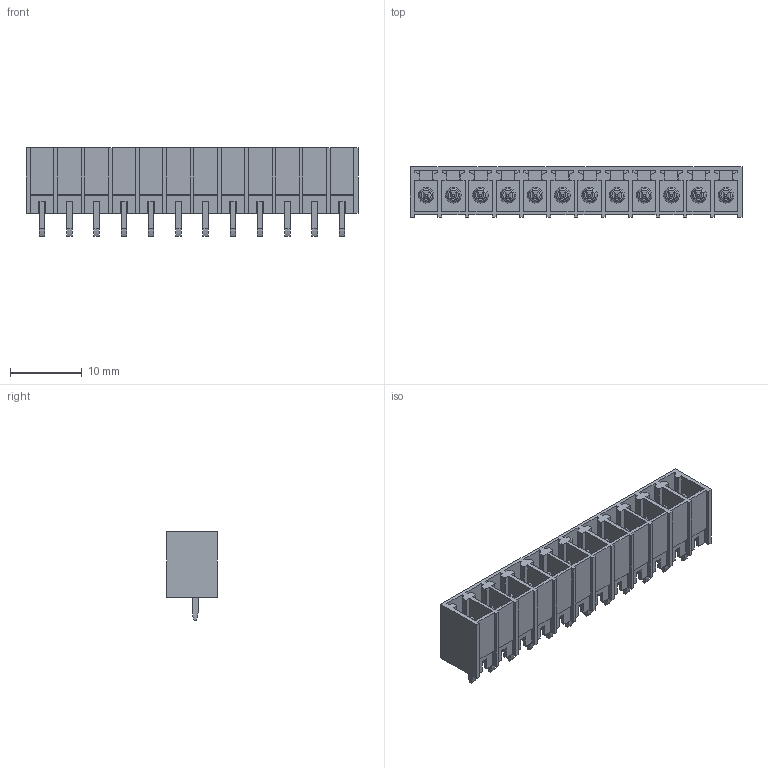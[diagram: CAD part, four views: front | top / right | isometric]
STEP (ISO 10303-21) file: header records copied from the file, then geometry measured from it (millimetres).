
FILE_DESCRIPTION(('CATIA V5 STEP Exchange','CAx-IF Rec.Pracs.--- Model Styling and Organization---1.2---2011-12-15'),'2;1');
FILE_NAME ('D1457694_0_1863330000_1863330000.stp','2018-10-13T04:07:35+00:00',('none'),('Weidmueller'),'CATIA Version 5-6 Release 2014','CATIA V5 STEP AP214','none');
FILE_SCHEMA(('AUTOMOTIVE_DESIGN { 1 0 10303 214 1 1 1 1 }'));
Length unit declared in the file: millimetre
Products named in the file (1): 1863330000
Bounding box: 46.41 x 7.07 x 12.4 mm (x, y, z)
Volume: 1157.7 mm3; surface area: 4364.3 mm2
Topology: 13 solids, 13 shells, 808 faces, 2306 edges, 1560 vertices
Faces by surface type: plane 642, cylinder 118, torus 24, cone 24
Entity records: 24095 total; most frequent: ORIENTED_EDGE 4612, CARTESIAN_POINT 4483, DIRECTION 3106, EDGE_CURVE 2306, VECTOR 1974, LINE 1974, VERTEX_POINT 1560, EDGE_LOOP 868
